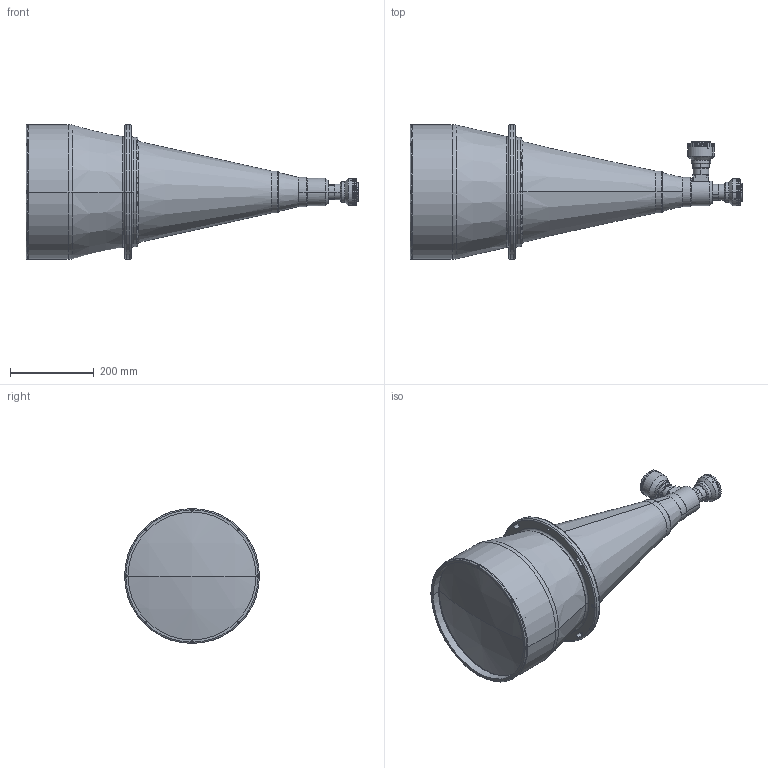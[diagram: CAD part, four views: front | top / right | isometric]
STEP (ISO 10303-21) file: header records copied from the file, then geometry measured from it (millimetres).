
FILE_DESCRIPTION (( 'STEP AP214' ), '1' );
FILE_NAME ('TCDP2MF4MF240.STEP', '2015-10-15T08:19:06', ( '' ), ( '' ), 'SwSTEP 2.0', 'SolidWorks 2013', '' );
FILE_SCHEMA (( 'AUTOMOTIVE_DESIGN' ));
Length unit declared in the file: millimetre
Products named in the file (1): TCDP2MF4MF240
Bounding box: 792.76 x 322 x 322 mm (x, y, z)
Surface area: 756202.7 mm2 (no closed solid volume)
Topology: 0 solids, 39 shells, 427 faces, 1394 edges, 989 vertices
Faces by surface type: cylinder 187, plane 145, torus 43, cone 42, bspline 6, sphere 4
Entity records: 21810 total; most frequent: CARTESIAN_POINT 4563, DIRECTION 2831, ORIENTED_EDGE 2235, EDGE_CURVE 1394, AXIS2_PLACEMENT_3D 1127, VERTEX_POINT 989, CIRCLE 705, VECTOR 577
